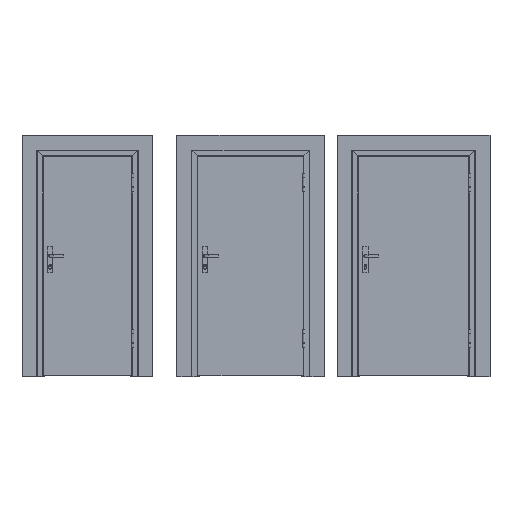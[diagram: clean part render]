
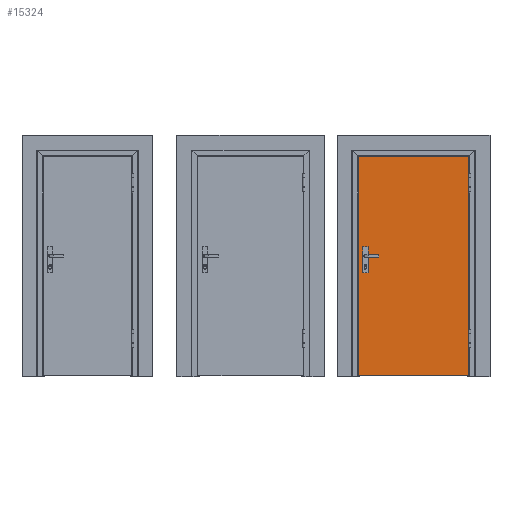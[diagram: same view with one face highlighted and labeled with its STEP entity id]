
A CAD part, front view. The second image highlights one B-rep face of the part: STEP entity #15324.
In plain terms, the highlighted planar face has unit normal (0, -1, 0).
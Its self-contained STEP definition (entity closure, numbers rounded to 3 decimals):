
#4277=FACE_BOUND('',#31090,.T.);
#4278=FACE_BOUND('',#31091,.T.);
#8233=CIRCLE('',#112106,98.321);
#8234=CIRCLE('',#112107,98.321);
#15324=ADVANCED_FACE('',(#4277,#4278),#19631,.T.);
#19631=PLANE('',#112108);
#31090=EDGE_LOOP('',(#53761,#53762,#53763,#53764));
#31091=EDGE_LOOP('',(#53765,#53766,#53767,#53768));
#53761=ORIENTED_EDGE('',*,*,#81906,.T.);
#53762=ORIENTED_EDGE('',*,*,#81907,.T.);
#53763=ORIENTED_EDGE('',*,*,#81908,.T.);
#53764=ORIENTED_EDGE('',*,*,#81909,.T.);
#53765=ORIENTED_EDGE('',*,*,#81729,.F.);
#53766=ORIENTED_EDGE('',*,*,#81904,.F.);
#53767=ORIENTED_EDGE('',*,*,#81744,.F.);
#53768=ORIENTED_EDGE('',*,*,#81882,.T.);
#68757=VERTEX_POINT('',#175451);
#68758=VERTEX_POINT('',#175453);
#68772=VERTEX_POINT('',#175482);
#68773=VERTEX_POINT('',#175484);
#68872=VERTEX_POINT('',#176187);
#68873=VERTEX_POINT('',#176188);
#68874=VERTEX_POINT('',#176190);
#68875=VERTEX_POINT('',#176192);
#81729=EDGE_CURVE('',#68757,#68758,#92983,.T.);
#81744=EDGE_CURVE('',#68772,#68773,#92996,.T.);
#81882=EDGE_CURVE('',#68772,#68758,#93084,.T.);
#81904=EDGE_CURVE('',#68773,#68757,#93094,.T.);
#81906=EDGE_CURVE('',#68872,#68873,#93096,.T.);
#81907=EDGE_CURVE('',#68873,#68874,#8233,.T.);
#81908=EDGE_CURVE('',#68874,#68875,#93097,.T.);
#81909=EDGE_CURVE('',#68875,#68872,#8234,.T.);
#92983=LINE('',#175452,#102937);
#92996=LINE('',#175483,#102950);
#93084=LINE('',#176065,#103038);
#93094=LINE('',#176182,#103048);
#93096=LINE('',#176186,#103050);
#93097=LINE('',#176191,#103051);
#102937=VECTOR('',#133529,1.);
#102950=VECTOR('',#133548,1.);
#103038=VECTOR('',#133824,1.);
#103048=VECTOR('',#133876,1.);
#103050=VECTOR('',#133882,1.);
#103051=VECTOR('',#133885,1.);
#112106=AXIS2_PLACEMENT_3D('',#176189,#133883,#133884);
#112107=AXIS2_PLACEMENT_3D('',#176193,#133886,#133887);
#112108=AXIS2_PLACEMENT_3D('',#176194,#133888,#133889);
#133529=DIRECTION('',(0.,0.,1.));
#133548=DIRECTION('',(0.,0.,-1.));
#133824=DIRECTION('',(-1.,0.,0.));
#133876=DIRECTION('',(-1.,0.,0.));
#133882=DIRECTION('',(0.,0.,-1.));
#133883=DIRECTION('',(0.,1.,0.));
#133884=DIRECTION('',(-1.,0.,0.));
#133885=DIRECTION('',(0.,0.,1.));
#133886=DIRECTION('',(0.,1.,0.));
#133887=DIRECTION('',(-1.,0.,0.));
#133888=DIRECTION('',(0.,-1.,0.));
#133889=DIRECTION('',(0.,0.,-1.));
#175451=CARTESIAN_POINT('',(2491.,-49.,2.));
#175452=CARTESIAN_POINT('',(2491.,-49.,-15.));
#175453=CARTESIAN_POINT('',(2491.,-49.,2017.));
#175482=CARTESIAN_POINT('',(3509.,-49.,2017.));
#175483=CARTESIAN_POINT('',(3509.,-49.,-15.));
#175484=CARTESIAN_POINT('',(3509.,-49.,2.));
#176065=CARTESIAN_POINT('',(2566.,-49.,2017.));
#176182=CARTESIAN_POINT('',(2566.,-49.,2.));
#176186=CARTESIAN_POINT('',(2582.,-49.,1186.5));
#176187=CARTESIAN_POINT('',(2582.,-49.,1186.5));
#176188=CARTESIAN_POINT('',(2582.,-49.,951.5));
#176189=CARTESIAN_POINT('',(2556.,-49.,1046.321));
#176190=CARTESIAN_POINT('',(2530.,-49.,951.5));
#176191=CARTESIAN_POINT('',(2530.,-49.,951.5));
#176192=CARTESIAN_POINT('',(2530.,-49.,1186.5));
#176193=CARTESIAN_POINT('',(2556.,-49.,1091.679));
#176194=CARTESIAN_POINT('',(3000.,-49.,0.));
